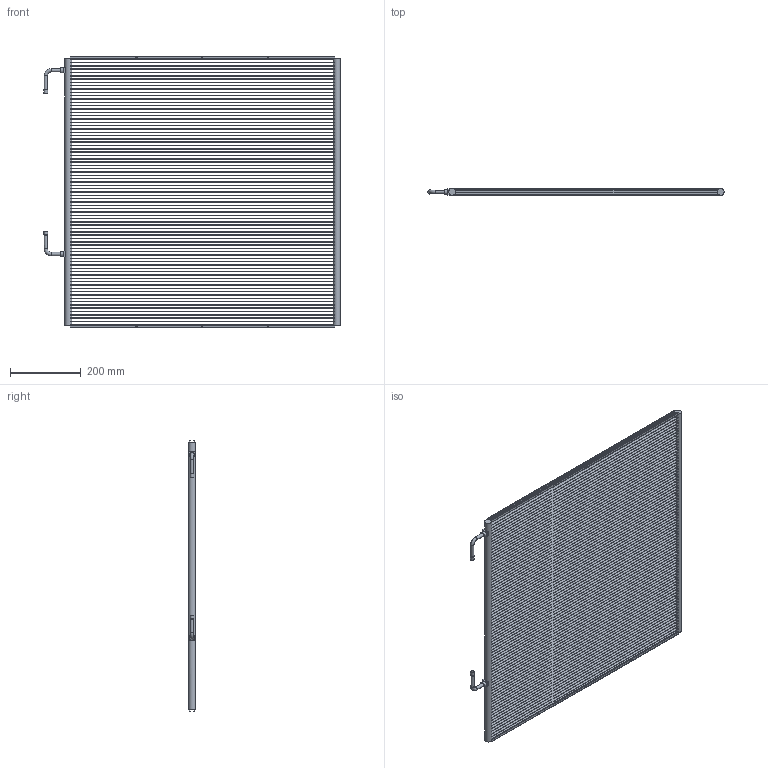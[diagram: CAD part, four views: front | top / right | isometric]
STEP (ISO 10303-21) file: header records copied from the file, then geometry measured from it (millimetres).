
FILE_DESCRIPTION(('TFLEX Exchange Step'),'2;1');
FILE_NAME('RC-1400.stp', '2023-04-05T11:24:21+03:00',('EXT0102'),('Unknown organisation'),'TFLEX Exchange 2022.1','T-FLEX CAD','Unknown authorisation');
FILE_SCHEMA( ('AUTOMOTIVE_DESIGN { 1 0 10303 214 1 1 1 1 }') );
Length unit declared in the file: millimetre
Products named in the file (1): Nodes
Bounding box: 839.06 x 19.99 x 769.7 mm (x, y, z)
Volume: 1787721.4 mm3; surface area: 2253386.3 mm2
Topology: 1 solids, 1 shells, 430 faces, 1770 edges, 1192 vertices
Faces by surface type: plane 360, cylinder 60, cone 6, torus 4
Full cylindrical faces by diameter (mm): 3.2 x12, 8 x2, 8.12 x4, 9.52 x6, 10.92 x2, 14 x2, 20 x2
Entity records: 22395 total; most frequent: CARTESIAN_POINT 6981, ORIENTED_EDGE 3540, DIRECTION 3242, EDGE_CURVE 1770, VERTEX_POINT 1192, AXIS2_PLACEMENT_3D 1158, VECTOR 926, LINE 926
